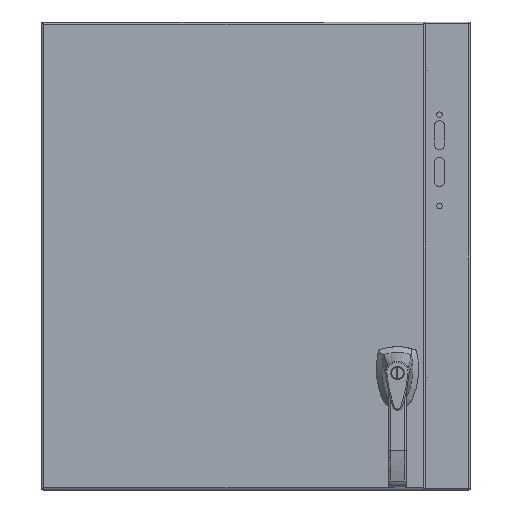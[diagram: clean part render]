
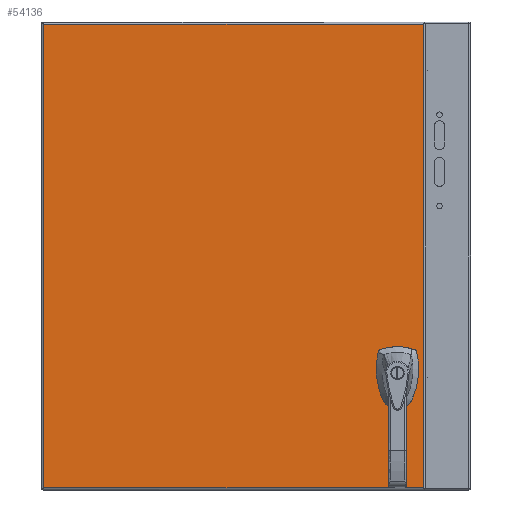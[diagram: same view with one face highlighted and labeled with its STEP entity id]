
A CAD part, front view. The second image highlights one B-rep face of the part: STEP entity #54136.
In plain terms, the highlighted planar face has unit normal (0, -1, 0).
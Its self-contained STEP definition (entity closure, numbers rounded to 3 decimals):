
#267 = VERTEX_POINT ( 'NONE', #38631 ) ;
#1004 = ORIENTED_EDGE ( 'NONE', *, *, #48308, .T. ) ;
#1266 = VERTEX_POINT ( 'NONE', #47521 ) ;
#1621 = FACE_BOUND ( 'NONE', #11999, .T. ) ;
#2087 = DIRECTION ( 'NONE',  ( 0., 0., -1. ) ) ;
#2885 = DIRECTION ( 'NONE',  ( 0.707, 0., 0.707 ) ) ;
#2931 = ORIENTED_EDGE ( 'NONE', *, *, #58031, .T. ) ;
#3103 = DIRECTION ( 'NONE',  ( 1., 0., 0. ) ) ;
#4405 = EDGE_CURVE ( 'NONE', #17879, #22871, #54423, .T. ) ;
#4875 = CARTESIAN_POINT ( 'NONE',  ( 194.64, -224.46, -158.267 ) ) ;
#6164 = DIRECTION ( 'NONE',  ( -0.707, 0., 0.707 ) ) ;
#7119 = ORIENTED_EDGE ( 'NONE', *, *, #4405, .T. ) ;
#7273 = CARTESIAN_POINT ( 'NONE',  ( -276.212, -224.46, -301.676 ) ) ;
#7418 = VERTEX_POINT ( 'NONE', #17535 ) ;
#7437 = FACE_BOUND ( 'NONE', #42582, .T. ) ;
#8385 = EDGE_CURVE ( 'NONE', #38277, #59696, #49162, .T. ) ;
#8544 = DIRECTION ( 'NONE',  ( 0., 0., 1. ) ) ;
#8876 = DIRECTION ( 'NONE',  ( 0., 0., -1. ) ) ;
#8902 = DIRECTION ( 'NONE',  ( 1., 0., 0. ) ) ;
#8916 = DIRECTION ( 'NONE',  ( -0.707, 0., -0.707 ) ) ;
#10515 = EDGE_CURVE ( 'NONE', #1266, #17879, #32570, .T. ) ;
#10738 = CARTESIAN_POINT ( 'NONE',  ( 190.462, -224.46, -142.354 ) ) ;
#11040 = LINE ( 'NONE', #50994, #22001 ) ;
#11224 = CARTESIAN_POINT ( 'NONE',  ( 174.549, -224.46, -146.533 ) ) ;
#11328 = VECTOR ( 'NONE', #38462, 1000. ) ;
#11551 = LINE ( 'NONE', #11224, #47158 ) ;
#11999 = EDGE_LOOP ( 'NONE', ( #45080, #16924, #7119, #48718, #17111, #34646, #48279, #2931 ) ) ;
#12283 = AXIS2_PLACEMENT_3D ( 'NONE', #38163, #51954, #17883 ) ;
#12594 = VECTOR ( 'NONE', #8876, 1000. ) ;
#13539 = LINE ( 'NONE', #64607, #23848 ) ;
#14253 = CARTESIAN_POINT ( 'NONE',  ( 194.64, -224.46, -158.267 ) ) ;
#15080 = CARTESIAN_POINT ( 'NONE',  ( 190.462, -224.46, -162.446 ) ) ;
#15286 = EDGE_LOOP ( 'NONE', ( #57917, #23533, #62747, #1004 ) ) ;
#16664 = VECTOR ( 'NONE', #31343, 1000. ) ;
#16924 = ORIENTED_EDGE ( 'NONE', *, *, #10515, .T. ) ;
#17111 = ORIENTED_EDGE ( 'NONE', *, *, #20225, .T. ) ;
#17531 = CARTESIAN_POINT ( 'NONE',  ( 178.727, -224.46, -142.354 ) ) ;
#17535 = CARTESIAN_POINT ( 'NONE',  ( 184.594, -224.46, -190.627 ) ) ;
#17879 = VERTEX_POINT ( 'NONE', #60615 ) ;
#17883 = DIRECTION ( 'NONE',  ( 0., 0., -1. ) ) ;
#19387 = CARTESIAN_POINT ( 'NONE',  ( -276.212, -224.46, 301.65 ) ) ;
#19443 = CARTESIAN_POINT ( 'NONE',  ( 190.462, -224.46, -142.354 ) ) ;
#19717 = CIRCLE ( 'NONE', #34354, 4.242 ) ;
#20225 = EDGE_CURVE ( 'NONE', #42864, #38277, #31950, .T. ) ;
#20930 = VECTOR ( 'NONE', #8544, 1000. ) ;
#22001 = VECTOR ( 'NONE', #6164, 1000. ) ;
#22871 = VERTEX_POINT ( 'NONE', #19443 ) ;
#22966 = CARTESIAN_POINT ( 'NONE',  ( 184.594, -224.46, -186.385 ) ) ;
#23289 = LINE ( 'NONE', #62948, #12594 ) ;
#23317 = CARTESIAN_POINT ( 'NONE',  ( -276.212, -224.46, -301.676 ) ) ;
#23533 = ORIENTED_EDGE ( 'NONE', *, *, #54812, .T. ) ;
#23848 = VECTOR ( 'NONE', #33461, 1000. ) ;
#23913 = CARTESIAN_POINT ( 'NONE',  ( 218.364, -224.46, -301.676 ) ) ;
#25479 = VECTOR ( 'NONE', #8902, 1000. ) ;
#27221 = DIRECTION ( 'NONE',  ( 0., 1., 0. ) ) ;
#27250 = LINE ( 'NONE', #58364, #60106 ) ;
#28095 = VERTEX_POINT ( 'NONE', #19387 ) ;
#28557 = DIRECTION ( 'NONE',  ( -1., 0., 0. ) ) ;
#28727 = EDGE_CURVE ( 'NONE', #22871, #42864, #36573, .T. ) ;
#29081 = CARTESIAN_POINT ( 'NONE',  ( 194.64, -224.46, -146.533 ) ) ;
#29194 = VECTOR ( 'NONE', #2885, 1000. ) ;
#29617 = VERTEX_POINT ( 'NONE', #50192 ) ;
#31343 = DIRECTION ( 'NONE',  ( 0.707, 0., -0.707 ) ) ;
#31950 = LINE ( 'NONE', #14253, #11328 ) ;
#32104 = CARTESIAN_POINT ( 'NONE',  ( 218.364, -224.46, 301.65 ) ) ;
#32570 = LINE ( 'NONE', #17531, #29194 ) ;
#33461 = DIRECTION ( 'NONE',  ( -1., 0., 0. ) ) ;
#34354 = AXIS2_PLACEMENT_3D ( 'NONE', #22966, #27221, #2087 ) ;
#34398 = CARTESIAN_POINT ( 'NONE',  ( 190.462, -224.46, -142.354 ) ) ;
#34646 = ORIENTED_EDGE ( 'NONE', *, *, #8385, .T. ) ;
#35777 = LINE ( 'NONE', #23317, #42358 ) ;
#36573 = LINE ( 'NONE', #10738, #16664 ) ;
#37712 = VERTEX_POINT ( 'NONE', #32104 ) ;
#38163 = CARTESIAN_POINT ( 'NONE',  ( -276.212, -224.46, -301.676 ) ) ;
#38277 = VERTEX_POINT ( 'NONE', #4875 ) ;
#38462 = DIRECTION ( 'NONE',  ( 0., 0., -1. ) ) ;
#38631 = CARTESIAN_POINT ( 'NONE',  ( 218.364, -224.46, -301.676 ) ) ;
#39982 = CARTESIAN_POINT ( 'NONE',  ( 194.64, -224.46, -158.267 ) ) ;
#41980 = CARTESIAN_POINT ( 'NONE',  ( 178.727, -224.46, -162.446 ) ) ;
#42358 = VECTOR ( 'NONE', #3103, 1000. ) ;
#42582 = EDGE_LOOP ( 'NONE', ( #48609 ) ) ;
#42620 = EDGE_CURVE ( 'NONE', #28095, #55264, #23289, .T. ) ;
#42864 = VERTEX_POINT ( 'NONE', #29081 ) ;
#43271 = LINE ( 'NONE', #23913, #20930 ) ;
#43699 = EDGE_CURVE ( 'NONE', #29617, #1266, #11551, .T. ) ;
#45080 = ORIENTED_EDGE ( 'NONE', *, *, #43699, .T. ) ;
#46387 = FACE_OUTER_BOUND ( 'NONE', #15286, .T. ) ;
#47158 = VECTOR ( 'NONE', #60688, 1000. ) ;
#47521 = CARTESIAN_POINT ( 'NONE',  ( 174.549, -224.46, -146.533 ) ) ;
#48279 = ORIENTED_EDGE ( 'NONE', *, *, #48488, .T. ) ;
#48308 = EDGE_CURVE ( 'NONE', #55264, #267, #35777, .T. ) ;
#48488 = EDGE_CURVE ( 'NONE', #59696, #51087, #27250, .T. ) ;
#48609 = ORIENTED_EDGE ( 'NONE', *, *, #55311, .T. ) ;
#48718 = ORIENTED_EDGE ( 'NONE', *, *, #28727, .T. ) ;
#49162 = LINE ( 'NONE', #39982, #64594 ) ;
#50192 = CARTESIAN_POINT ( 'NONE',  ( 174.549, -224.46, -158.267 ) ) ;
#50994 = CARTESIAN_POINT ( 'NONE',  ( 174.549, -224.46, -158.267 ) ) ;
#51087 = VERTEX_POINT ( 'NONE', #41980 ) ;
#51954 = DIRECTION ( 'NONE',  ( 0., -1., 0. ) ) ;
#54136 = ADVANCED_FACE ( 'NONE', ( #46387, #1621, #7437 ), #57539, .T. ) ;
#54423 = LINE ( 'NONE', #34398, #25479 ) ;
#54812 = EDGE_CURVE ( 'NONE', #37712, #28095, #13539, .T. ) ;
#55264 = VERTEX_POINT ( 'NONE', #7273 ) ;
#55311 = EDGE_CURVE ( 'NONE', #7418, #7418, #19717, .T. ) ;
#57539 = PLANE ( 'NONE',  #12283 ) ;
#57660 = EDGE_CURVE ( 'NONE', #267, #37712, #43271, .T. ) ;
#57917 = ORIENTED_EDGE ( 'NONE', *, *, #57660, .T. ) ;
#58031 = EDGE_CURVE ( 'NONE', #51087, #29617, #11040, .T. ) ;
#58364 = CARTESIAN_POINT ( 'NONE',  ( 178.727, -224.46, -162.446 ) ) ;
#59696 = VERTEX_POINT ( 'NONE', #15080 ) ;
#60106 = VECTOR ( 'NONE', #28557, 1000. ) ;
#60615 = CARTESIAN_POINT ( 'NONE',  ( 178.727, -224.46, -142.354 ) ) ;
#60688 = DIRECTION ( 'NONE',  ( 0., 0., 1. ) ) ;
#62747 = ORIENTED_EDGE ( 'NONE', *, *, #42620, .T. ) ;
#62948 = CARTESIAN_POINT ( 'NONE',  ( -276.212, -224.46, -301.676 ) ) ;
#64594 = VECTOR ( 'NONE', #8916, 1000. ) ;
#64607 = CARTESIAN_POINT ( 'NONE',  ( -276.212, -224.46, 301.65 ) ) ;
